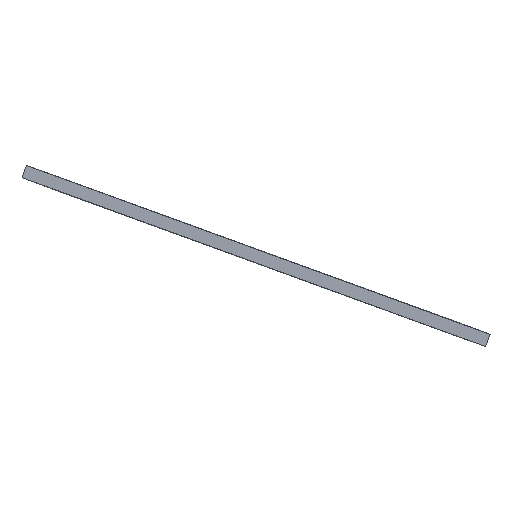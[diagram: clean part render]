
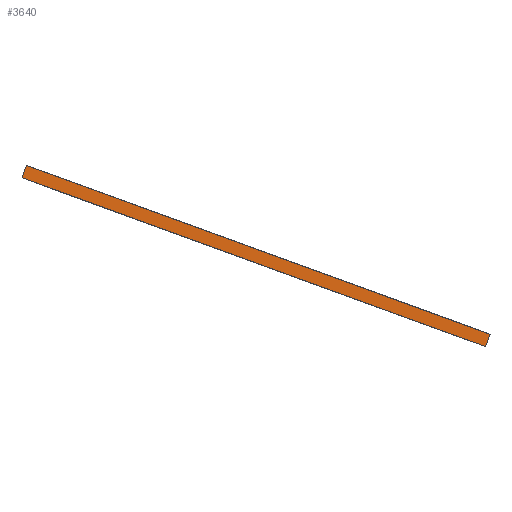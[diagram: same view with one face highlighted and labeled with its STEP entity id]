
A CAD part, left-side view. The second image highlights one B-rep face of the part: STEP entity #3640.
In plain terms, the highlighted planar face has unit normal (-1, 0, 0).
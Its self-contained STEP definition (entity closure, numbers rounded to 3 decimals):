
#542=FACE_OUTER_BOUND('',#780,.T.);
#780=EDGE_LOOP('',(#3330,#3331,#3332,#3333));
#912=LINE('',#5289,#1238);
#1099=LINE('',#6817,#1425);
#1107=LINE('',#6842,#1433);
#1108=LINE('',#6843,#1434);
#1238=VECTOR('',#4005,10.);
#1425=VECTOR('',#4398,10.);
#1433=VECTOR('',#4428,10.);
#1434=VECTOR('',#4429,10.);
#1557=VERTEX_POINT('',#5282);
#1560=VERTEX_POINT('',#5287);
#1777=VERTEX_POINT('',#6814);
#1778=VERTEX_POINT('',#6816);
#1968=EDGE_CURVE('',#1560,#1557,#912,.T.);
#2290=EDGE_CURVE('',#1777,#1778,#1099,.T.);
#2303=EDGE_CURVE('',#1557,#1777,#1107,.T.);
#2304=EDGE_CURVE('',#1778,#1560,#1108,.T.);
#3330=ORIENTED_EDGE('',*,*,#2303,.F.);
#3331=ORIENTED_EDGE('',*,*,#1968,.F.);
#3332=ORIENTED_EDGE('',*,*,#2304,.F.);
#3333=ORIENTED_EDGE('',*,*,#2290,.F.);
#3444=PLANE('',#3797);
#3640=ADVANCED_FACE('',(#542),#3444,.T.);
#3797=AXIS2_PLACEMENT_3D('',#6841,#4426,#4427);
#4005=DIRECTION('',(0.,-0.94,-0.342));
#4398=DIRECTION('',(0.,0.94,0.342));
#4426=DIRECTION('center_axis',(-1.,0.,0.));
#4427=DIRECTION('ref_axis',(0.,-0.94,-0.342));
#4428=DIRECTION('',(0.,0.342,-0.94));
#4429=DIRECTION('',(0.,-0.342,0.94));
#5282=CARTESIAN_POINT('',(230.,-185.659,67.235));
#5287=CARTESIAN_POINT('',(230.,-44.706,118.538));
#5289=CARTESIAN_POINT('',(230.,-185.659,67.235));
#6814=CARTESIAN_POINT('',(230.,-184.291,63.476));
#6816=CARTESIAN_POINT('',(230.,-43.337,114.779));
#6817=CARTESIAN_POINT('',(230.,-184.291,63.476));
#6841=CARTESIAN_POINT('Origin',(230.,-44.363,117.598));
#6842=CARTESIAN_POINT('',(230.,-185.317,66.295));
#6843=CARTESIAN_POINT('',(230.,-44.363,117.598));
